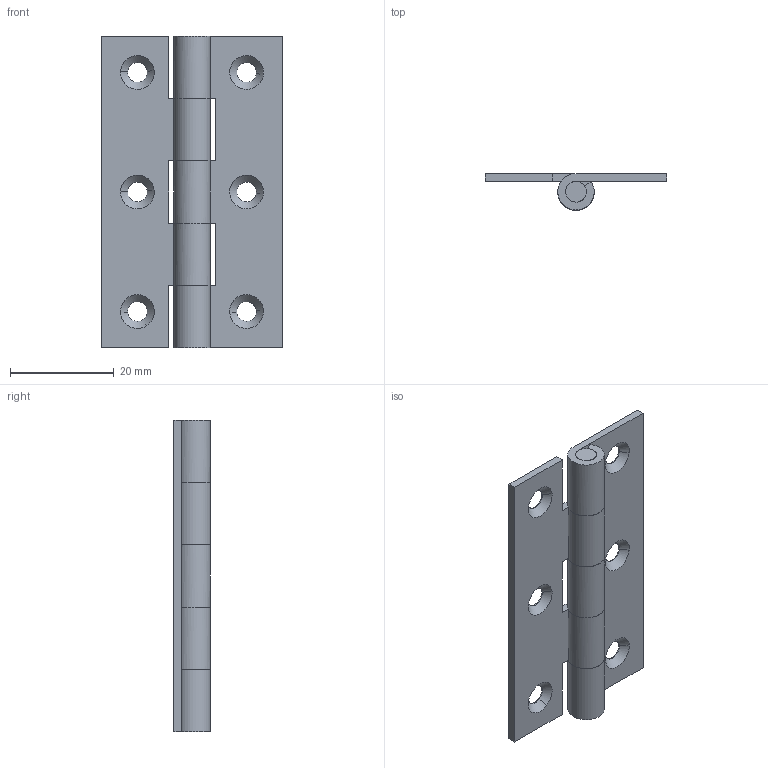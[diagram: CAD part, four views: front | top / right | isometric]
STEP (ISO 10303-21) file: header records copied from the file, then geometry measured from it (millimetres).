
FILE_DESCRIPTION((''),'2;1');
FILE_NAME('','2005-04-20T11:05:00',(''),(''),'','CADfix','');
FILE_SCHEMA(('AUTOMOTIVE_DESIGN'));
Length unit declared in the file: millimetre
Products named in the file (4): shaft; hinge piece_B; hinge piece_A; TH_TM_9_26696_36
Assembly tree (3 placements, depth 2):
  TH_TM_9_26696_36
    shaft
    hinge piece_B
    hinge piece_A
Bounding box: 35 x 7 x 60 mm (x, y, z)
Volume: 4629.9 mm3; surface area: 6843.2 mm2
Topology: 3 solids, 3 shells, 66 faces, 217 edges, 157 vertices
Faces by surface type: bspline 66
Entity records: 2757 total; most frequent: CARTESIAN_POINT 1482, ORIENTED_EDGE 434, EDGE_CURVE 217, VERTEX_POINT 157, QUASI_UNIFORM_CURVE 108, EDGE_LOOP 78, FACE_OUTER_BOUND 66, ADVANCED_FACE 66
